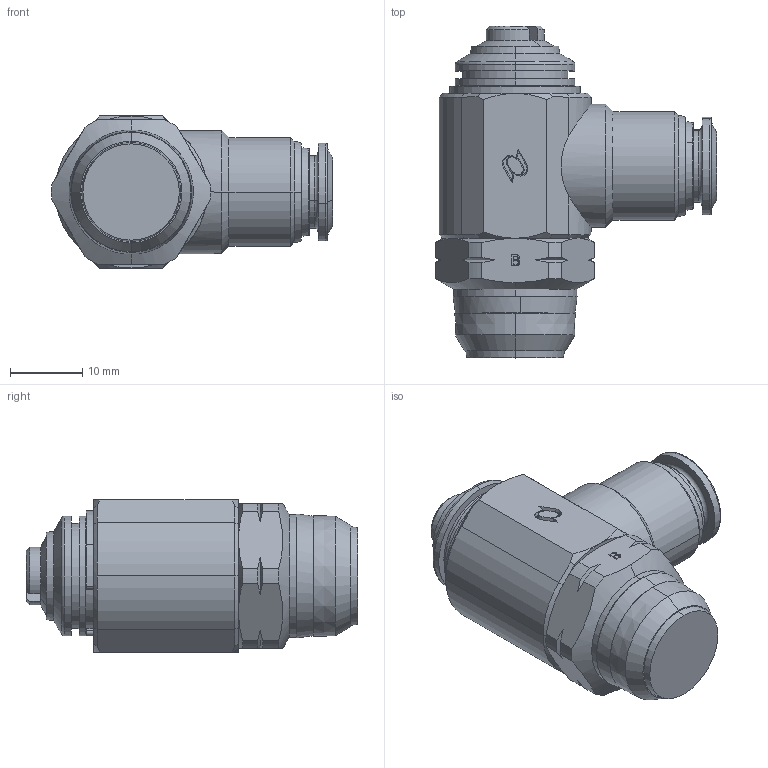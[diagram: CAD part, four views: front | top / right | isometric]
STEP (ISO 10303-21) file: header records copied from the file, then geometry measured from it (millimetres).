
FILE_DESCRIPTION (( 'STEP AP214' ), '1' );
FILE_NAME ('5792000016A.step', '2012-10-22T17:42:05', ( '' ), ( '' ), 'SwSTEP 2.0', 'SolidWorks 2012', '' );
FILE_SCHEMA (( 'AUTOMOTIVE_DESIGN' ));
Length unit declared in the file: millimetre
Products named in the file (1): 5792000016A
Bounding box: 38.79 x 45.81 x 21 mm (x, y, z)
Volume: 15745.2 mm3; surface area: 4413.5 mm2
Topology: 1 solids, 1 shells, 215 faces, 530 edges, 335 vertices
Faces by surface type: cone 76, plane 75, cylinder 46, bspline 10, torus 8
Entity records: 8318 total; most frequent: CARTESIAN_POINT 2043, ORIENTED_EDGE 1060, DIRECTION 1037, EDGE_CURVE 530, AXIS2_PLACEMENT_3D 407, VERTEX_POINT 335, EDGE_LOOP 233, LINE 223
